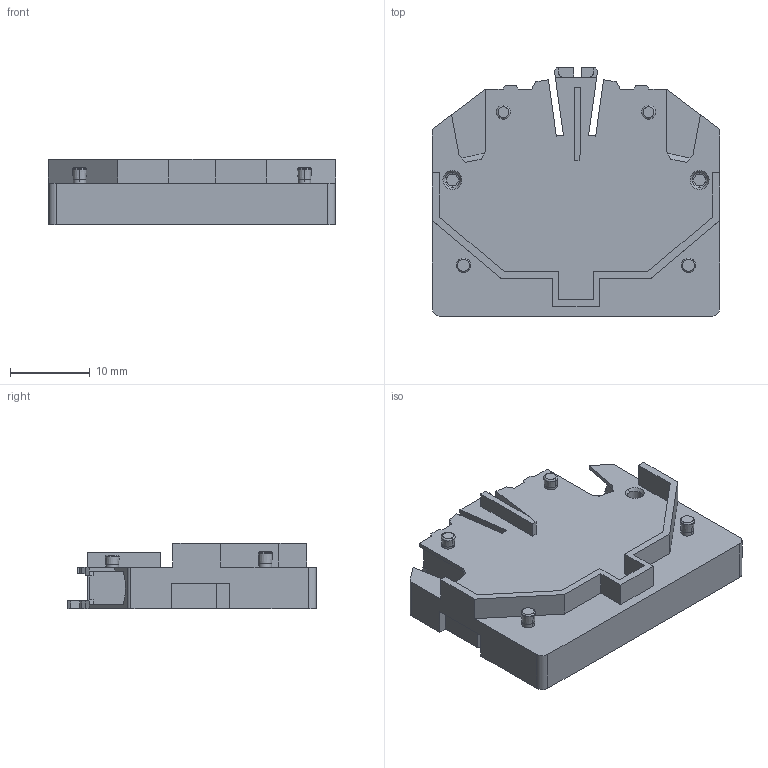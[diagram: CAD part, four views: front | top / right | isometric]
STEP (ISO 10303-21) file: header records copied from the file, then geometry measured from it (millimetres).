
FILE_DESCRIPTION(('CoCreate Modeling STEP Export'),'2;1');
FILE_NAME('HP.2.stp','2010-05-06T11:01:40',(''),(''),'CoCreate Modeling STEP processor for AP214 (Solid Model)','CoCreate Modeling 16.00A 16-Aug-2008 (C) Parametric Technology GmbH','');
FILE_SCHEMA(('AUTOMOTIVE_DESIGN { 1 0 10303 214 1 1 1 1 }'));
Length unit declared in the file: millimetre
Products named in the file (2): HP.2
Assembly tree (1 placements, depth 2):
  HP.2
    HP.2
Bounding box: 36 x 31.2 x 8.2 mm (x, y, z)
Volume: 4376.5 mm3; surface area: 4025.9 mm2
Topology: 1 solids, 1 shells, 311 faces, 825 edges, 531 vertices
Faces by surface type: plane 195, cylinder 52, cone 40, torus 20, extrusion 2, bspline 2
Entity records: 8866 total; most frequent: ORIENTED_EDGE 1650, CARTESIAN_POINT 1619, DIRECTION 1300, EDGE_CURVE 825, VECTOR 620, LINE 618, VERTEX_POINT 531, AXIS2_PLACEMENT_3D 340
